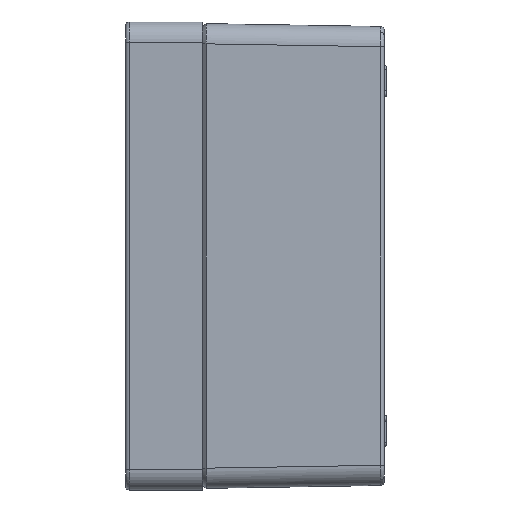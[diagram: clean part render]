
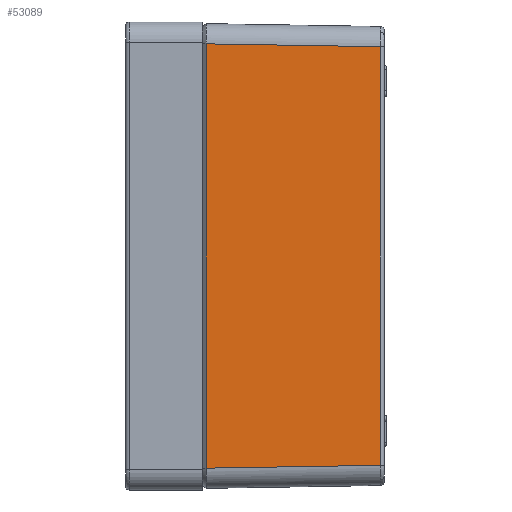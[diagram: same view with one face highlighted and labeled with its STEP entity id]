
A CAD part, left-side view. The second image highlights one B-rep face of the part: STEP entity #53089.
In plain terms, the highlighted planar face has unit normal (-1, -0.016, 0).
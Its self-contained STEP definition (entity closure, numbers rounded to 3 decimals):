
#19397 = EDGE_LOOP ( 'NONE', ( #51475, #51476, #51474, #51477 ) ) ;
#20160 = CARTESIAN_POINT ( 'NONE',  ( -163.531, -90.033, -103.532 ) ) ;
#20161 = CARTESIAN_POINT ( 'NONE',  ( -164.938, -3.8, -104.939 ) ) ;
#20168 = CARTESIAN_POINT ( 'NONE',  ( -164.938, -3.8, 104.939 ) ) ;
#23766 = VECTOR ( 'NONE', #26125, 1000. ) ;
#23772 = VECTOR ( 'NONE', #26173, 1000. ) ;
#23782 = VECTOR ( 'NONE', #26203, 1000. ) ;
#23784 = VECTOR ( 'NONE', #26205, 1000. ) ;
#26124 = CARTESIAN_POINT ( 'NONE',  ( -165.003, 0.163, -105.004 ) ) ;
#26125 = DIRECTION ( 'NONE',  ( 0.016, -1., 0.016 ) ) ;
#26172 = CARTESIAN_POINT ( 'NONE',  ( -164.941, -3.589, 104.943 ) ) ;
#26173 = DIRECTION ( 'NONE',  ( -0.016, 1., 0.016 ) ) ;
#26202 = CARTESIAN_POINT ( 'NONE',  ( -163.531, -90.033, 103.5 ) ) ;
#26203 = DIRECTION ( 'NONE',  ( 0., 0., 1. ) ) ;
#26204 = CARTESIAN_POINT ( 'NONE',  ( -164.938, -3.8, -104.969 ) ) ;
#26205 = DIRECTION ( 'NONE',  ( 0., 0., -1. ) ) ;
#26531 = LINE ( 'NONE', #26124, #23766 ) ;
#26536 = LINE ( 'NONE', #26172, #23772 ) ;
#26545 = LINE ( 'NONE', #26202, #23782 ) ;
#26546 = LINE ( 'NONE', #26204, #23784 ) ;
#28635 = CARTESIAN_POINT ( 'NONE',  ( -163.531, -90.033, 103.532 ) ) ;
#35040 = PLANE ( 'NONE',  #35618 ) ;
#35041 = CARTESIAN_POINT ( 'NONE',  ( -165., 0., -115. ) ) ;
#35042 = DIRECTION ( 'NONE',  ( -1., -0.016, 0. ) ) ;
#35043 = DIRECTION ( 'NONE',  ( 0.016, -1., 0. ) ) ;
#35446 = FACE_OUTER_BOUND ( 'NONE', #19397, .T. ) ;
#35618 = AXIS2_PLACEMENT_3D ( 'NONE', #35041, #35042, #35043 ) ;
#47471 = VERTEX_POINT ( 'NONE', #20160 ) ;
#47472 = VERTEX_POINT ( 'NONE', #20161 ) ;
#47479 = VERTEX_POINT ( 'NONE', #20168 ) ;
#50242 = EDGE_CURVE ( 'NONE', #47472, #47471, #26531, .T. ) ;
#50252 = EDGE_CURVE ( 'NONE', #51861, #47479, #26536, .T. ) ;
#50262 = EDGE_CURVE ( 'NONE', #47471, #51861, #26545, .T. ) ;
#50263 = EDGE_CURVE ( 'NONE', #47479, #47472, #26546, .T. ) ;
#51474 = ORIENTED_EDGE ( 'NONE', *, *, #50252, .T. ) ;
#51475 = ORIENTED_EDGE ( 'NONE', *, *, #50242, .T. ) ;
#51476 = ORIENTED_EDGE ( 'NONE', *, *, #50262, .T. ) ;
#51477 = ORIENTED_EDGE ( 'NONE', *, *, #50263, .T. ) ;
#51861 = VERTEX_POINT ( 'NONE', #28635 ) ;
#53089 = ADVANCED_FACE ( 'NONE', ( #35446 ), #35040, .T. ) ;
